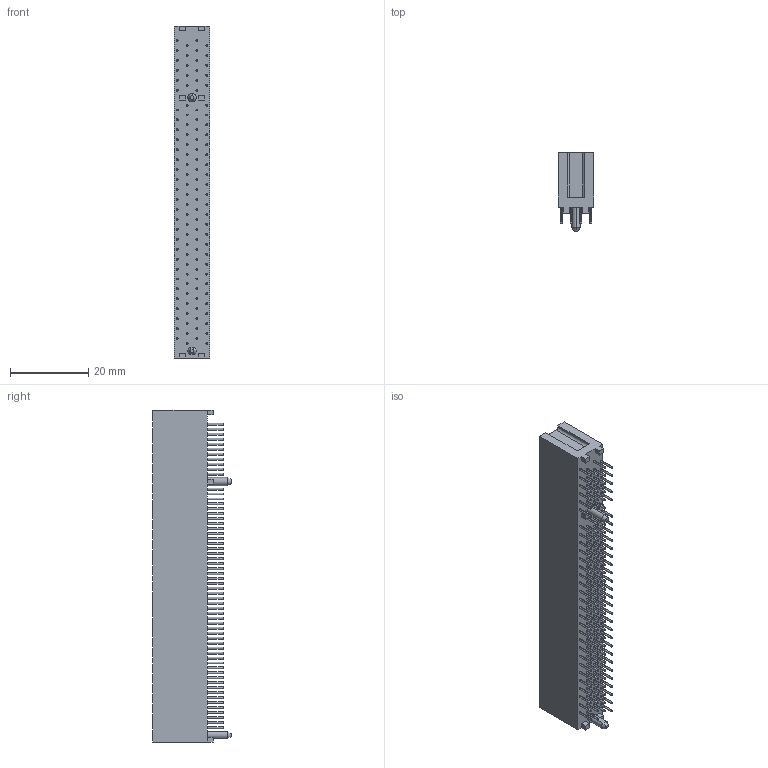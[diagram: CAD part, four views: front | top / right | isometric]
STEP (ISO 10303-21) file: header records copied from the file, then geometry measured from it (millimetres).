
FILE_DESCRIPTION (( 'STEP AP214' ), '1' );
FILE_NAME ('PCI 32-bit Connector.STEP', '2015-07-22T09:24:55', ( '' ), ( '' ), 'SwSTEP 2.0', 'SolidWorks 2014', '' );
FILE_SCHEMA (( 'AUTOMOTIVE_DESIGN' ));
Length unit declared in the file: millimetre
Products named in the file (1): PCI 32-bit Connector
Bounding box: 9.02 x 20.06 x 84.84 mm (x, y, z)
Volume: 8407 mm3; surface area: 6904.6 mm2
Topology: 1 solids, 1 shells, 680 faces, 1878 edges, 1326 vertices
Faces by surface type: plane 430, cylinder 246, cone 4
Entity records: 26872 total; most frequent: CARTESIAN_POINT 3897, ORIENTED_EDGE 3756, DIRECTION 3732, EDGE_CURVE 1878, LINE 1378, VECTOR 1378, VERTEX_POINT 1326, AXIS2_PLACEMENT_3D 1177
